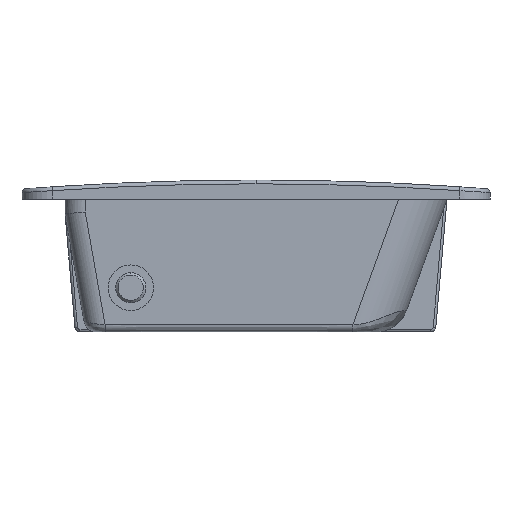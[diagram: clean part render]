
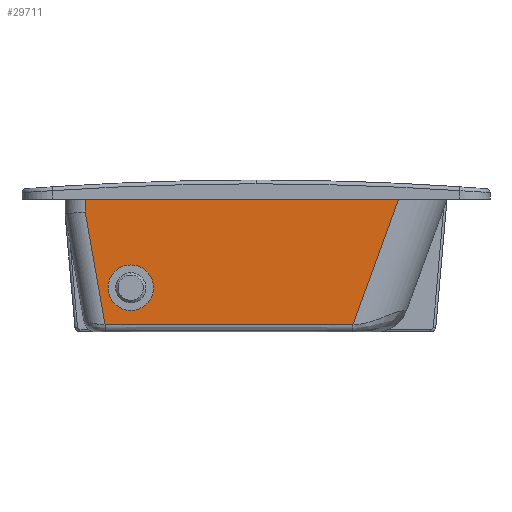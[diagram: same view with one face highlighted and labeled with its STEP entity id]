
A CAD part, front view. The second image highlights one B-rep face of the part: STEP entity #29711.
In plain terms, the highlighted planar face has unit normal (0, -1, 0).
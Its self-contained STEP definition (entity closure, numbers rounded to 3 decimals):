
#12 = VERTEX_POINT ( 'NONE', #11173 ) ;
#239 = VERTEX_POINT ( 'NONE', #18262 ) ;
#1033 = EDGE_CURVE ( 'NONE', #13411, #239, #6093, .T. ) ;
#1191 = CARTESIAN_POINT ( 'NONE',  ( 55.163, -47.5, -14.5 ) ) ;
#1946 = CARTESIAN_POINT ( 'NONE',  ( 108.086, -47.5, 41.156 ) ) ;
#2368 = VERTEX_POINT ( 'NONE', #24611 ) ;
#2731 = CIRCLE ( 'NONE', #8769, 8.1 ) ;
#5664 = VERTEX_POINT ( 'NONE', #24100 ) ;
#5745 = AXIS2_PLACEMENT_3D ( 'NONE', #9809, #26972, #29872 ) ;
#6093 = LINE ( 'NONE', #1946, #16862 ) ;
#6375 = ORIENTED_EDGE ( 'NONE', *, *, #1033, .T. ) ;
#7685 = FACE_BOUND ( 'NONE', #36599, .T. ) ;
#7699 = EDGE_CURVE ( 'NONE', #5664, #12, #14198, .T. ) ;
#8363 = VECTOR ( 'NONE', #17293, 1000. ) ;
#8769 = AXIS2_PLACEMENT_3D ( 'NONE', #34140, #28092, #37338 ) ;
#9500 = CARTESIAN_POINT ( 'NONE',  ( -10.167, -47.5, -14.5 ) ) ;
#9809 = CARTESIAN_POINT ( 'NONE',  ( 0., -47.5, 0. ) ) ;
#10286 = DIRECTION ( 'NONE',  ( 0.174, 0., -0.985 ) ) ;
#11173 = CARTESIAN_POINT ( 'NONE',  ( -10.167, -47.5, -14.5 ) ) ;
#11514 = CARTESIAN_POINT ( 'NONE',  ( 0., -47.5, -8.1 ) ) ;
#11646 = B_SPLINE_CURVE_WITH_KNOTS ( 'NONE', 3,
 ( #9500, #35286, #1191, #24140 ),
 .UNSPECIFIED., .F., .F.,
 ( 4, 4 ),
 ( -0.106, -0.008 ),
 .UNSPECIFIED. ) ;
#12497 = ORIENTED_EDGE ( 'NONE', *, *, #19038, .T. ) ;
#12537 = ORIENTED_EDGE ( 'NONE', *, *, #7699, .T. ) ;
#12769 = CIRCLE ( 'NONE', #5745, 8.1 ) ;
#13411 = VERTEX_POINT ( 'NONE', #18241 ) ;
#13595 = ORIENTED_EDGE ( 'NONE', *, *, #22992, .T. ) ;
#13635 = ORIENTED_EDGE ( 'NONE', *, *, #24434, .T. ) ;
#14198 = LINE ( 'NONE', #29986, #36774 ) ;
#14327 = DIRECTION ( 'NONE',  ( 0., 0., -1. ) ) ;
#14708 = DIRECTION ( 'NONE',  ( 0., -1., 0. ) ) ;
#15074 = DIRECTION ( 'NONE',  ( 1., 0., 0. ) ) ;
#15202 = CARTESIAN_POINT ( 'NONE',  ( 125., -47.5, 35. ) ) ;
#16862 = VECTOR ( 'NONE', #18984, 1000. ) ;
#17212 = EDGE_LOOP ( 'NONE', ( #12537, #13595, #6375, #21959, #12497 ) ) ;
#17293 = DIRECTION ( 'NONE',  ( 0., 0., -1. ) ) ;
#17674 = EDGE_CURVE ( 'NONE', #2368, #239, #23667, .T. ) ;
#18076 = VERTEX_POINT ( 'NONE', #11514 ) ;
#18241 = CARTESIAN_POINT ( 'NONE',  ( 87.828, -47.5, -14.5 ) ) ;
#18262 = CARTESIAN_POINT ( 'NONE',  ( 105.845, -47.5, 35. ) ) ;
#18984 = DIRECTION ( 'NONE',  ( 0.342, 0., 0.94 ) ) ;
#19038 = EDGE_CURVE ( 'NONE', #2368, #5664, #24067, .T. ) ;
#19066 = CARTESIAN_POINT ( 'NONE',  ( 0., -47.5, 8.1 ) ) ;
#19956 = PLANE ( 'NONE',  #23151 ) ;
#20208 = FACE_OUTER_BOUND ( 'NONE', #17212, .T. ) ;
#21959 = ORIENTED_EDGE ( 'NONE', *, *, #17674, .F. ) ;
#22792 = EDGE_CURVE ( 'NONE', #27537, #18076, #2731, .T. ) ;
#22992 = EDGE_CURVE ( 'NONE', #12, #13411, #11646, .T. ) ;
#23151 = AXIS2_PLACEMENT_3D ( 'NONE', #25745, #14708, #14327 ) ;
#23667 = LINE ( 'NONE', #15202, #25914 ) ;
#24067 = LINE ( 'NONE', #34805, #8363 ) ;
#24100 = CARTESIAN_POINT ( 'NONE',  ( -18., -47.5, 29.924 ) ) ;
#24140 = CARTESIAN_POINT ( 'NONE',  ( 87.828, -47.5, -14.5 ) ) ;
#24434 = EDGE_CURVE ( 'NONE', #18076, #27537, #12769, .T. ) ;
#24611 = CARTESIAN_POINT ( 'NONE',  ( -18., -47.5, 35. ) ) ;
#25745 = CARTESIAN_POINT ( 'NONE',  ( 0., -47.5, 0. ) ) ;
#25914 = VECTOR ( 'NONE', #15074, 1000. ) ;
#26202 = ORIENTED_EDGE ( 'NONE', *, *, #22792, .T. ) ;
#26972 = DIRECTION ( 'NONE',  ( 0., 1., 0. ) ) ;
#27537 = VERTEX_POINT ( 'NONE', #19066 ) ;
#28092 = DIRECTION ( 'NONE',  ( 0., 1., 0. ) ) ;
#29711 = ADVANCED_FACE ( 'NONE', ( #20208, #7685 ), #19956, .T. ) ;
#29872 = DIRECTION ( 'NONE',  ( 0., 0., 1. ) ) ;
#29986 = CARTESIAN_POINT ( 'NONE',  ( -9.883, -47.5, -16.111 ) ) ;
#34140 = CARTESIAN_POINT ( 'NONE',  ( 0., -47.5, 0. ) ) ;
#34805 = CARTESIAN_POINT ( 'NONE',  ( -18., -47.5, 29.224 ) ) ;
#35286 = CARTESIAN_POINT ( 'NONE',  ( 22.498, -47.5, -14.5 ) ) ;
#36599 = EDGE_LOOP ( 'NONE', ( #13635, #26202 ) ) ;
#36774 = VECTOR ( 'NONE', #10286, 1000. ) ;
#37338 = DIRECTION ( 'NONE',  ( 0., 0., 1. ) ) ;
